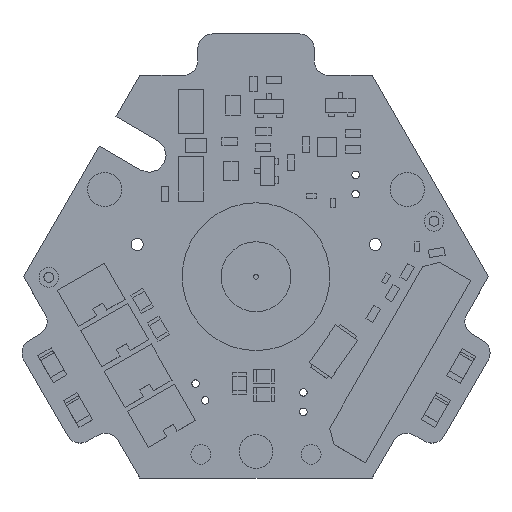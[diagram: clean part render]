
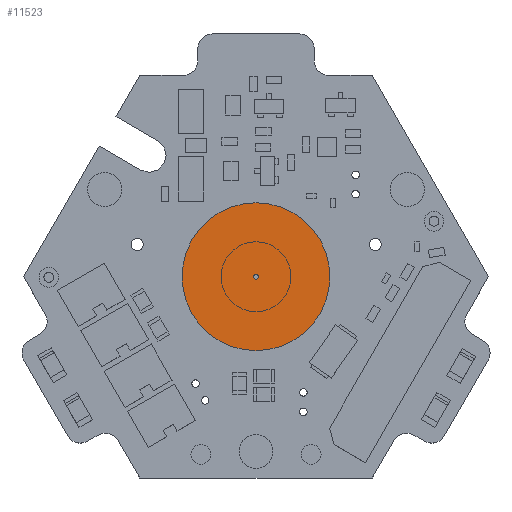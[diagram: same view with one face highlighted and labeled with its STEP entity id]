
A CAD part, top view. The second image highlights one B-rep face of the part: STEP entity #11523.
In plain terms, the highlighted planar face has unit normal (0, 0, 1).
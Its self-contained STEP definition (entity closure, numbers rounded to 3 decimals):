
#11495 = VERTEX_POINT('',#11496);
#11496 = CARTESIAN_POINT('',(7.62,0.,0.));
#11502 = EDGE_CURVE('',#11495,#11495,#11503,.T.);
#11503 = CIRCLE('',#11504,7.62);
#11504 = AXIS2_PLACEMENT_3D('',#11505,#11506,#11507);
#11505 = CARTESIAN_POINT('',(0.,0.,0.));
#11506 = DIRECTION('',(0.,0.,1.));
#11507 = DIRECTION('',(1.,0.,0.));
#11523 = ADVANCED_FACE('',(#11524),#11527,.F.);
#11524 = FACE_BOUND('',#11525,.T.);
#11525 = EDGE_LOOP('',(#11526));
#11526 = ORIENTED_EDGE('',*,*,#11502,.T.);
#11527 = PLANE('',#11528);
#11528 = AXIS2_PLACEMENT_3D('',#11529,#11530,#11531);
#11529 = CARTESIAN_POINT('',(7.62,0.,0.));
#11530 = DIRECTION('',(0.,0.,-1.));
#11531 = DIRECTION('',(-1.,0.,0.));
